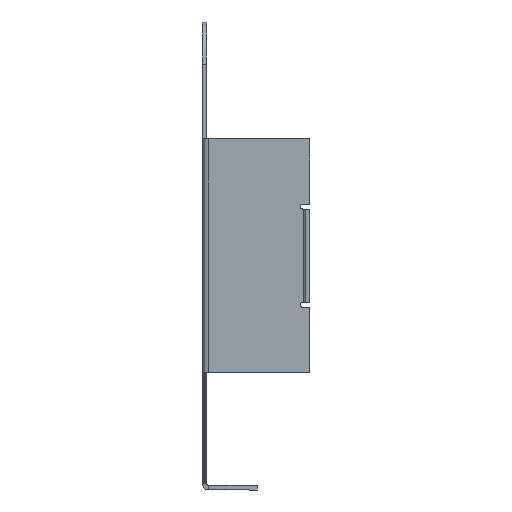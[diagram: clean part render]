
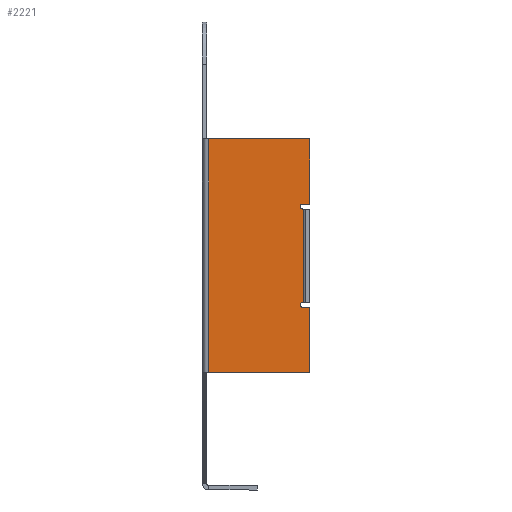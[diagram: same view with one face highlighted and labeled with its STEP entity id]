
A CAD part, left-side view. The second image highlights one B-rep face of the part: STEP entity #2221.
In plain terms, the highlighted planar face has unit normal (-1, 0, 0).
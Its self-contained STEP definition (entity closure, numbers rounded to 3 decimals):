
#26 = CARTESIAN_POINT ( 'NONE',  ( -12.7, 0., 2.8 ) ) ;
#119 = CARTESIAN_POINT ( 'NONE',  ( -12.7, 5.49, -6.34 ) ) ;
#144 = LINE ( 'NONE', #2189, #2245 ) ;
#177 = VERTEX_POINT ( 'NONE', #587 ) ;
#192 = CARTESIAN_POINT ( 'NONE',  ( -12.7, 0., -6.34 ) ) ;
#205 = ORIENTED_EDGE ( 'NONE', *, *, #1630, .F. ) ;
#252 = CARTESIAN_POINT ( 'NONE',  ( -12.7, 0.35, -2.53 ) ) ;
#338 = ORIENTED_EDGE ( 'NONE', *, *, #2388, .F. ) ;
#398 = CARTESIAN_POINT ( 'NONE',  ( -12.7, 0.4, 2.675 ) ) ;
#420 = VERTEX_POINT ( 'NONE', #252 ) ;
#454 = EDGE_CURVE ( 'NONE', #3467, #788, #1357, .T. ) ;
#474 = AXIS2_PLACEMENT_3D ( 'NONE', #2626, #1001, #1292 ) ;
#547 = DIRECTION ( 'NONE',  ( 0., 0., -1. ) ) ;
#587 = CARTESIAN_POINT ( 'NONE',  ( -12.7, 0.4, -2.78 ) ) ;
#592 = CARTESIAN_POINT ( 'NONE',  ( -12.7, 0.35, 2.55 ) ) ;
#631 = ORIENTED_EDGE ( 'NONE', *, *, #3246, .F. ) ;
#702 = CARTESIAN_POINT ( 'NONE',  ( -12.7, 0., 2.8 ) ) ;
#712 = EDGE_CURVE ( 'NONE', #177, #850, #1197, .T. ) ;
#741 = DIRECTION ( 'NONE',  ( -1., 0., 0. ) ) ;
#768 = LINE ( 'NONE', #1793, #1290 ) ;
#788 = VERTEX_POINT ( 'NONE', #3378 ) ;
#795 = LINE ( 'NONE', #702, #1349 ) ;
#812 = CARTESIAN_POINT ( 'NONE',  ( -12.7, 0.35, -2.53 ) ) ;
#850 = VERTEX_POINT ( 'NONE', #1417 ) ;
#890 = EDGE_CURVE ( 'NONE', #3209, #1329, #768, .T. ) ;
#948 = EDGE_CURVE ( 'NONE', #3076, #3209, #2059, .T. ) ;
#959 = EDGE_CURVE ( 'NONE', #788, #1252, #1241, .T. ) ;
#995 = ORIENTED_EDGE ( 'NONE', *, *, #1957, .F. ) ;
#1001 = DIRECTION ( 'NONE',  ( -1., 0., 0. ) ) ;
#1029 = VECTOR ( 'NONE', #3488, 1000. ) ;
#1078 = VERTEX_POINT ( 'NONE', #2902 ) ;
#1108 = VECTOR ( 'NONE', #1445, 1000. ) ;
#1124 = AXIS2_PLACEMENT_3D ( 'NONE', #398, #3137, #1507 ) ;
#1150 = CARTESIAN_POINT ( 'NONE',  ( -12.7, 5.49, 6.36 ) ) ;
#1170 = PLANE ( 'NONE',  #2355 ) ;
#1176 = EDGE_CURVE ( 'NONE', #420, #2191, #1836, .T. ) ;
#1186 = CARTESIAN_POINT ( 'NONE',  ( -12.7, 0.4, 2.675 ) ) ;
#1197 = LINE ( 'NONE', #1910, #1108 ) ;
#1212 = ORIENTED_EDGE ( 'NONE', *, *, #2596, .F. ) ;
#1241 = LINE ( 'NONE', #1837, #2184 ) ;
#1246 = DIRECTION ( 'NONE',  ( 0., 1., 0. ) ) ;
#1249 = ORIENTED_EDGE ( 'NONE', *, *, #454, .F. ) ;
#1252 = VERTEX_POINT ( 'NONE', #26 ) ;
#1268 = FACE_OUTER_BOUND ( 'NONE', #2485, .T. ) ;
#1290 = VECTOR ( 'NONE', #2592, 1000. ) ;
#1292 = DIRECTION ( 'NONE',  ( 0., -1., 0. ) ) ;
#1329 = VERTEX_POINT ( 'NONE', #592 ) ;
#1338 = CARTESIAN_POINT ( 'NONE',  ( -12.7, 0.525, 2.675 ) ) ;
#1349 = VECTOR ( 'NONE', #1246, 1000. ) ;
#1357 = LINE ( 'NONE', #2430, #1029 ) ;
#1417 = CARTESIAN_POINT ( 'NONE',  ( -12.7, 0., -2.78 ) ) ;
#1421 = CARTESIAN_POINT ( 'NONE',  ( -12.7, 0.4, -2.53 ) ) ;
#1445 = DIRECTION ( 'NONE',  ( 0., -1., 0. ) ) ;
#1450 = EDGE_CURVE ( 'NONE', #2809, #3076, #3326, .T. ) ;
#1451 = CIRCLE ( 'NONE', #2859, 0.125 ) ;
#1483 = LINE ( 'NONE', #2429, #2717 ) ;
#1507 = DIRECTION ( 'NONE',  ( 0., -1., 0. ) ) ;
#1552 = VERTEX_POINT ( 'NONE', #119 ) ;
#1589 = ORIENTED_EDGE ( 'NONE', *, *, #890, .F. ) ;
#1630 = EDGE_CURVE ( 'NONE', #2191, #1078, #1451, .T. ) ;
#1668 = ORIENTED_EDGE ( 'NONE', *, *, #1450, .F. ) ;
#1715 = DIRECTION ( 'NONE',  ( 0., -1., 0. ) ) ;
#1764 = ORIENTED_EDGE ( 'NONE', *, *, #712, .F. ) ;
#1793 = CARTESIAN_POINT ( 'NONE',  ( -12.7, 0.4, 2.55 ) ) ;
#1829 = CARTESIAN_POINT ( 'NONE',  ( -12.7, 0., -6.34 ) ) ;
#1836 = LINE ( 'NONE', #812, #3027 ) ;
#1837 = CARTESIAN_POINT ( 'NONE',  ( -12.7, 0., 6.36 ) ) ;
#1868 = CIRCLE ( 'NONE', #474, 0.125 ) ;
#1870 = DIRECTION ( 'NONE',  ( 0., 1., 0. ) ) ;
#1877 = DIRECTION ( 'NONE',  ( 0., 0., -1. ) ) ;
#1900 = CARTESIAN_POINT ( 'NONE',  ( -12.7, 5.49, 6.36 ) ) ;
#1910 = CARTESIAN_POINT ( 'NONE',  ( -12.7, 0.4, -2.78 ) ) ;
#1946 = VECTOR ( 'NONE', #1870, 1000. ) ;
#1955 = DIRECTION ( 'NONE',  ( -1., 0., 0. ) ) ;
#1957 = EDGE_CURVE ( 'NONE', #850, #2365, #1483, .T. ) ;
#2017 = AXIS2_PLACEMENT_3D ( 'NONE', #1186, #1955, #1715 ) ;
#2023 = ORIENTED_EDGE ( 'NONE', *, *, #2319, .F. ) ;
#2059 = CIRCLE ( 'NONE', #1124, 0.125 ) ;
#2084 = CARTESIAN_POINT ( 'NONE',  ( -12.7, 0.4, 2.8 ) ) ;
#2184 = VECTOR ( 'NONE', #2657, 1000. ) ;
#2189 = CARTESIAN_POINT ( 'NONE',  ( -12.7, 0.35, 2.55 ) ) ;
#2191 = VERTEX_POINT ( 'NONE', #1421 ) ;
#2221 = ADVANCED_FACE ( 'NONE', ( #1268 ), #1170, .F. ) ;
#2245 = VECTOR ( 'NONE', #547, 1000. ) ;
#2282 = CARTESIAN_POINT ( 'NONE',  ( -12.7, 0., 0. ) ) ;
#2284 = VECTOR ( 'NONE', #3512, 1000. ) ;
#2319 = EDGE_CURVE ( 'NONE', #1252, #2809, #795, .T. ) ;
#2355 = AXIS2_PLACEMENT_3D ( 'NONE', #2282, #3045, #2811 ) ;
#2365 = VERTEX_POINT ( 'NONE', #1829 ) ;
#2386 = CARTESIAN_POINT ( 'NONE',  ( -12.7, 0.4, 2.55 ) ) ;
#2388 = EDGE_CURVE ( 'NONE', #1552, #3467, #2414, .T. ) ;
#2414 = LINE ( 'NONE', #1900, #2284 ) ;
#2429 = CARTESIAN_POINT ( 'NONE',  ( -12.7, 0., 6.36 ) ) ;
#2430 = CARTESIAN_POINT ( 'NONE',  ( -12.7, 5.59, 6.36 ) ) ;
#2485 = EDGE_LOOP ( 'NONE', ( #2023, #3395, #1249, #338, #631, #995, #1764, #2957, #205, #2757, #1212, #1589, #3091, #1668 ) ) ;
#2592 = DIRECTION ( 'NONE',  ( 0., -1., 0. ) ) ;
#2596 = EDGE_CURVE ( 'NONE', #1329, #420, #144, .T. ) ;
#2626 = CARTESIAN_POINT ( 'NONE',  ( -12.7, 0.4, -2.655 ) ) ;
#2649 = DIRECTION ( 'NONE',  ( 0., -1., 0. ) ) ;
#2657 = DIRECTION ( 'NONE',  ( 0., 0., -1. ) ) ;
#2671 = LINE ( 'NONE', #192, #1946 ) ;
#2717 = VECTOR ( 'NONE', #1877, 1000. ) ;
#2757 = ORIENTED_EDGE ( 'NONE', *, *, #1176, .F. ) ;
#2809 = VERTEX_POINT ( 'NONE', #2084 ) ;
#2811 = DIRECTION ( 'NONE',  ( 0., 1., 0. ) ) ;
#2859 = AXIS2_PLACEMENT_3D ( 'NONE', #2910, #741, #2649 ) ;
#2902 = CARTESIAN_POINT ( 'NONE',  ( -12.7, 0.525, -2.655 ) ) ;
#2910 = CARTESIAN_POINT ( 'NONE',  ( -12.7, 0.4, -2.655 ) ) ;
#2957 = ORIENTED_EDGE ( 'NONE', *, *, #2975, .F. ) ;
#2975 = EDGE_CURVE ( 'NONE', #1078, #177, #1868, .T. ) ;
#3027 = VECTOR ( 'NONE', #3505, 1000. ) ;
#3045 = DIRECTION ( 'NONE',  ( 1., 0., 0. ) ) ;
#3076 = VERTEX_POINT ( 'NONE', #1338 ) ;
#3091 = ORIENTED_EDGE ( 'NONE', *, *, #948, .F. ) ;
#3137 = DIRECTION ( 'NONE',  ( -1., 0., 0. ) ) ;
#3209 = VERTEX_POINT ( 'NONE', #2386 ) ;
#3246 = EDGE_CURVE ( 'NONE', #2365, #1552, #2671, .T. ) ;
#3326 = CIRCLE ( 'NONE', #2017, 0.125 ) ;
#3378 = CARTESIAN_POINT ( 'NONE',  ( -12.7, 0., 6.36 ) ) ;
#3395 = ORIENTED_EDGE ( 'NONE', *, *, #959, .F. ) ;
#3467 = VERTEX_POINT ( 'NONE', #1150 ) ;
#3488 = DIRECTION ( 'NONE',  ( 0., -1., 0. ) ) ;
#3505 = DIRECTION ( 'NONE',  ( 0., 1., 0. ) ) ;
#3512 = DIRECTION ( 'NONE',  ( 0., 0., 1. ) ) ;
